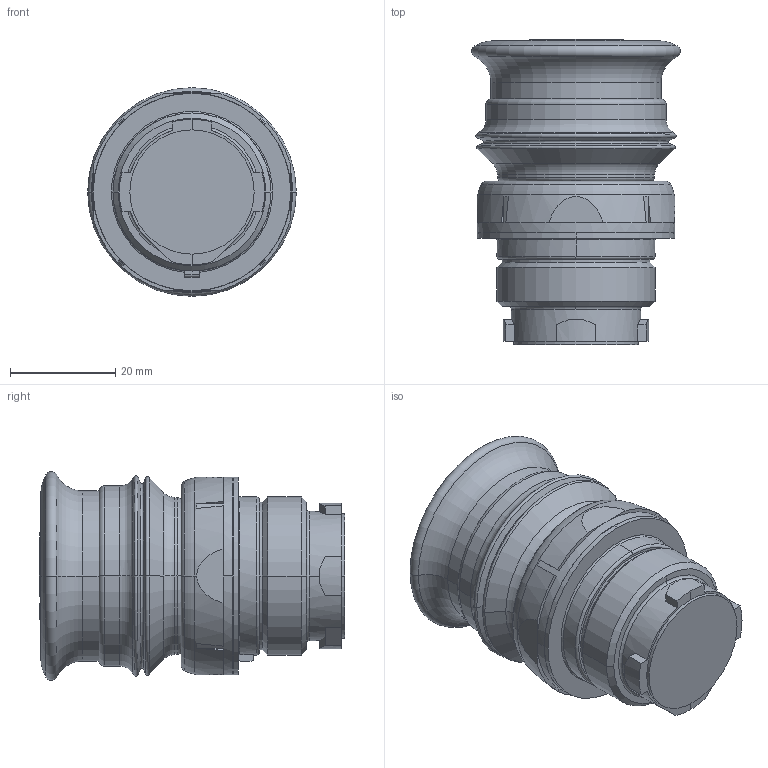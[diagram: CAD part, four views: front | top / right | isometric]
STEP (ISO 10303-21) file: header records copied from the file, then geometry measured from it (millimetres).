
FILE_DESCRIPTION((''),'2;1');
FILE_NAME('05-1141-0456_EINSATZGEH','2023-09-25T10:58:29',('Beil'),(''),'CREO PARAMETRIC BY PTC INC, 2019030','CREO PARAMETRIC BY PTC INC, 2019030','');
FILE_SCHEMA(('CONFIG_CONTROL_DESIGN','SHAPE_APPEARANCE_LAYERS_GROUPS'));
Length unit declared in the file: millimetre
Products named in the file (1): 05-1141-0456_EINSATZGEH
Bounding box: 39.59 x 58 x 39.59 mm (x, y, z)
Volume: 49443.4 mm3; surface area: 10464.4 mm2
Topology: 1 solids, 1 shells, 752 faces, 2059 edges, 1351 vertices
Faces by surface type: plane 381, extrusion 269, cylinder 38, cone 33, torus 29, bspline 2
Entity records: 40079 total; most frequent: CARTESIAN_POINT 8013, ORIENTED_EDGE 4114, PRESENTATION_STYLE_ASSIGNMENT 2953, DIRECTION 2593, STYLED_ITEM 2327, CURVE_STYLE 2326, EDGE_CURVE 2057, VERTEX_POINT 1351
